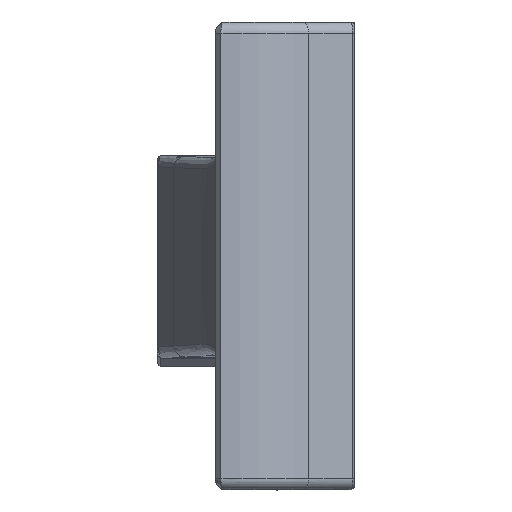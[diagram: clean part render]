
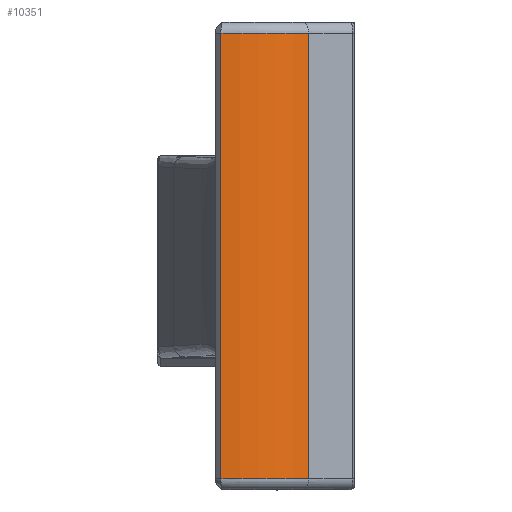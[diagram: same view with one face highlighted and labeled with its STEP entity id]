
A CAD part, top view. The second image highlights one B-rep face of the part: STEP entity #10351.
In plain terms, the highlighted cylindrical face has radius 22.994 mm (diameter 45.988 mm), a partial arc.
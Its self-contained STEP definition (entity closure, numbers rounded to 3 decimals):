
#209=CIRCLE('',#11036,22.994);
#210=CIRCLE('',#11037,22.994);
#324=CYLINDRICAL_SURFACE('',#11035,22.994);
#1059=FACE_OUTER_BOUND('',#1687,.T.);
#1687=EDGE_LOOP('',(#8217,#8218,#8219,#8220));
#2509=LINE('',#15288,#3603);
#2609=LINE('',#17398,#3703);
#3603=VECTOR('',#12169,10.);
#3703=VECTOR('',#12727,10.);
#4548=VERTEX_POINT('',#15285);
#4549=VERTEX_POINT('',#15287);
#4716=VERTEX_POINT('',#17396);
#4717=VERTEX_POINT('',#17397);
#5688=EDGE_CURVE('',#4549,#4548,#2509,.T.);
#5967=EDGE_CURVE('',#4716,#4717,#2609,.T.);
#5968=EDGE_CURVE('',#4549,#4716,#209,.T.);
#5969=EDGE_CURVE('',#4717,#4548,#210,.T.);
#8217=ORIENTED_EDGE('',*,*,#5967,.F.);
#8218=ORIENTED_EDGE('',*,*,#5968,.F.);
#8219=ORIENTED_EDGE('',*,*,#5688,.T.);
#8220=ORIENTED_EDGE('',*,*,#5969,.F.);
#10351=ADVANCED_FACE('',(#1059),#324,.T.);
#11035=AXIS2_PLACEMENT_3D('',#17395,#12725,#12726);
#11036=AXIS2_PLACEMENT_3D('',#17399,#12728,#12729);
#11037=AXIS2_PLACEMENT_3D('',#17400,#12730,#12731);
#12169=DIRECTION('',(0.,1.,0.));
#12725=DIRECTION('center_axis',(0.,-1.,0.));
#12726=DIRECTION('ref_axis',(0.643,0.,0.766));
#12727=DIRECTION('',(0.,1.,0.));
#12728=DIRECTION('center_axis',(0.,-1.,0.));
#12729=DIRECTION('ref_axis',(0.301,0.,0.954));
#12730=DIRECTION('center_axis',(0.,1.,0.));
#12731=DIRECTION('ref_axis',(0.301,0.,0.954));
#15285=CARTESIAN_POINT('',(105.788,8.15,223.82));
#15287=CARTESIAN_POINT('',(105.788,-71.85,223.82));
#15288=CARTESIAN_POINT('',(105.788,-31.85,223.82));
#17395=CARTESIAN_POINT('Origin',(91.008,-31.85,206.206));
#17396=CARTESIAN_POINT('',(90.002,-71.85,229.178));
#17397=CARTESIAN_POINT('',(90.002,8.15,229.178));
#17398=CARTESIAN_POINT('',(90.002,-31.85,229.178));
#17399=CARTESIAN_POINT('Origin',(91.008,-71.85,206.206));
#17400=CARTESIAN_POINT('Origin',(91.008,8.15,206.206));
